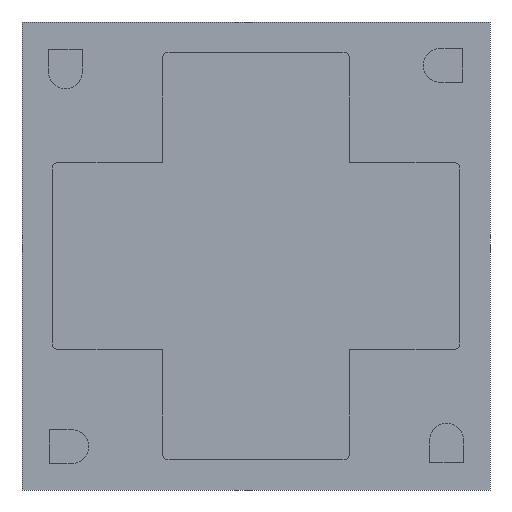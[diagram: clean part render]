
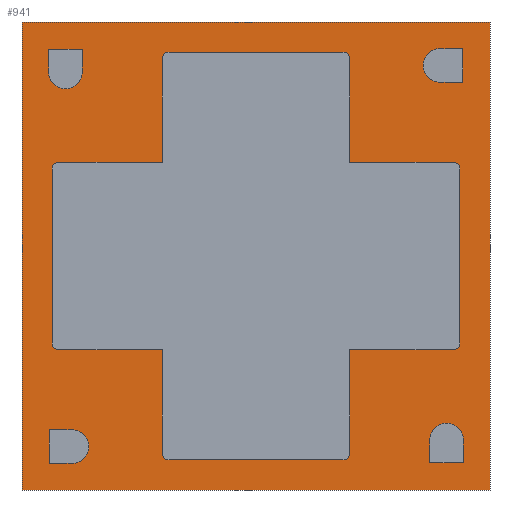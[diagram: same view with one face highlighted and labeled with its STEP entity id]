
A CAD part, front view. The second image highlights one B-rep face of the part: STEP entity #941.
In plain terms, the highlighted planar face has unit normal (0, -1, 0).
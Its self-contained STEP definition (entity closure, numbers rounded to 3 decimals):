
#22 = LINE ( 'NONE', #751, #1357 ) ;
#108 = EDGE_LOOP ( 'NONE', ( #2725, #2115, #1253, #4178 ) ) ;
#211 = FACE_OUTER_BOUND ( 'NONE', #108, .T. ) ;
#248 = CARTESIAN_POINT ( 'NONE',  ( 0., 0.03, 0. ) ) ;
#554 = LINE ( 'NONE', #1595, #620 ) ;
#620 = VECTOR ( 'NONE', #699, 1000. ) ;
#654 = DIRECTION ( 'NONE',  ( 0., 0., -1. ) ) ;
#699 = DIRECTION ( 'NONE',  ( -1., 0., 0. ) ) ;
#751 = CARTESIAN_POINT ( 'NONE',  ( 3.5, 0.03, 3.5 ) ) ;
#939 = DIRECTION ( 'NONE',  ( 1., 0., 0. ) ) ;
#941 = ADVANCED_FACE ( 'NONE', ( #211 ), #1525, .F. ) ;
#1253 = ORIENTED_EDGE ( 'NONE', *, *, #3388, .F. ) ;
#1283 = CARTESIAN_POINT ( 'NONE',  ( 3.5, 0.03, -3.5 ) ) ;
#1357 = VECTOR ( 'NONE', #2640, 1000. ) ;
#1360 = CARTESIAN_POINT ( 'NONE',  ( -3.5, 0.03, -3.5 ) ) ;
#1525 = PLANE ( 'NONE',  #2642 ) ;
#1595 = CARTESIAN_POINT ( 'NONE',  ( 3.5, 0.03, -3.5 ) ) ;
#1613 = LINE ( 'NONE', #2310, #3117 ) ;
#1681 = CARTESIAN_POINT ( 'NONE',  ( -3.5, 0.03, 3.5 ) ) ;
#1740 = DIRECTION ( 'NONE',  ( 0., 0., 1. ) ) ;
#1856 = EDGE_CURVE ( 'NONE', #3509, #4110, #3692, .T. ) ;
#1864 = CARTESIAN_POINT ( 'NONE',  ( 3.5, 0.03, 3.5 ) ) ;
#1869 = DIRECTION ( 'NONE',  ( 0., 1., 0. ) ) ;
#2115 = ORIENTED_EDGE ( 'NONE', *, *, #4011, .F. ) ;
#2310 = CARTESIAN_POINT ( 'NONE',  ( 3.5, 0.03, 3.5 ) ) ;
#2346 = VECTOR ( 'NONE', #1740, 1000. ) ;
#2350 = VERTEX_POINT ( 'NONE', #1283 ) ;
#2539 = EDGE_CURVE ( 'NONE', #4110, #3211, #22, .T. ) ;
#2640 = DIRECTION ( 'NONE',  ( 1., 0., 0. ) ) ;
#2642 = AXIS2_PLACEMENT_3D ( 'NONE', #248, #1869, #939 ) ;
#2725 = ORIENTED_EDGE ( 'NONE', *, *, #1856, .F. ) ;
#3117 = VECTOR ( 'NONE', #654, 1000. ) ;
#3211 = VERTEX_POINT ( 'NONE', #1864 ) ;
#3388 = EDGE_CURVE ( 'NONE', #3211, #2350, #1613, .T. ) ;
#3509 = VERTEX_POINT ( 'NONE', #1360 ) ;
#3692 = LINE ( 'NONE', #1681, #2346 ) ;
#4011 = EDGE_CURVE ( 'NONE', #2350, #3509, #554, .T. ) ;
#4110 = VERTEX_POINT ( 'NONE', #4185 ) ;
#4178 = ORIENTED_EDGE ( 'NONE', *, *, #2539, .F. ) ;
#4185 = CARTESIAN_POINT ( 'NONE',  ( -3.5, 0.03, 3.5 ) ) ;
